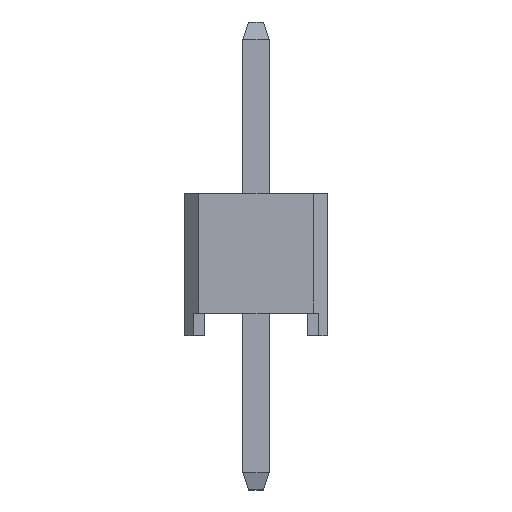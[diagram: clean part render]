
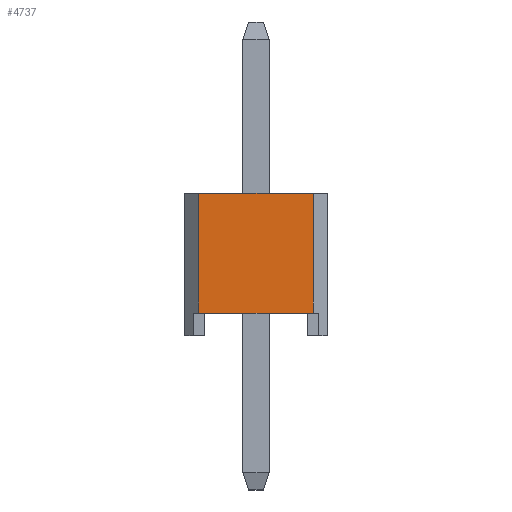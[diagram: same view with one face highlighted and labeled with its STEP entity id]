
A CAD part, left-side view. The second image highlights one B-rep face of the part: STEP entity #4737.
In plain terms, the highlighted planar face has unit normal (-1, 0, 0).
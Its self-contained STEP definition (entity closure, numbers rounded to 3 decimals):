
#211=FACE_OUTER_BOUND('',#471,.T.);
#471=EDGE_LOOP('',(#3669,#3670,#3671,#3672));
#977=LINE('',#7107,#1639);
#978=LINE('',#7109,#1640);
#979=LINE('',#7111,#1641);
#980=LINE('',#7112,#1642);
#1639=VECTOR('',#5830,1000.);
#1640=VECTOR('',#5831,1000.);
#1641=VECTOR('',#5832,1000.);
#1642=VECTOR('',#5833,1000.);
#2159=VERTEX_POINT('',#7105);
#2160=VERTEX_POINT('',#7106);
#2161=VERTEX_POINT('',#7108);
#2162=VERTEX_POINT('',#7110);
#2721=EDGE_CURVE('',#2159,#2160,#977,.T.);
#2722=EDGE_CURVE('',#2160,#2161,#978,.T.);
#2723=EDGE_CURVE('',#2162,#2161,#979,.T.);
#2724=EDGE_CURVE('',#2159,#2162,#980,.T.);
#3669=ORIENTED_EDGE('',*,*,#2721,.T.);
#3670=ORIENTED_EDGE('',*,*,#2722,.T.);
#3671=ORIENTED_EDGE('',*,*,#2723,.F.);
#3672=ORIENTED_EDGE('',*,*,#2724,.F.);
#4477=PLANE('',#5020);
#4737=ADVANCED_FACE('',(#211),#4477,.F.);
#5020=AXIS2_PLACEMENT_3D('',#7104,#5828,#5829);
#5828=DIRECTION('center_axis',(1.,0.,0.));
#5829=DIRECTION('ref_axis',(0.,1.,0.));
#5830=DIRECTION('',(0.,0.,1.));
#5831=DIRECTION('',(0.,1.,0.));
#5832=DIRECTION('',(0.,0.,1.));
#5833=DIRECTION('',(0.,1.,0.));
#7104=CARTESIAN_POINT('Origin',(-10.06,-1.2,4.5));
#7105=CARTESIAN_POINT('',(-10.06,-3.1,2.4));
#7106=CARTESIAN_POINT('',(-10.06,-3.1,4.5));
#7107=CARTESIAN_POINT('',(-10.06,-3.1,-6.723));
#7108=CARTESIAN_POINT('',(-10.06,-1.1,4.5));
#7109=CARTESIAN_POINT('',(-10.06,-5.12,4.5));
#7110=CARTESIAN_POINT('',(-10.06,-1.1,2.4));
#7111=CARTESIAN_POINT('',(-10.06,-1.1,4.5));
#7112=CARTESIAN_POINT('',(-10.06,-4.77,2.4));
